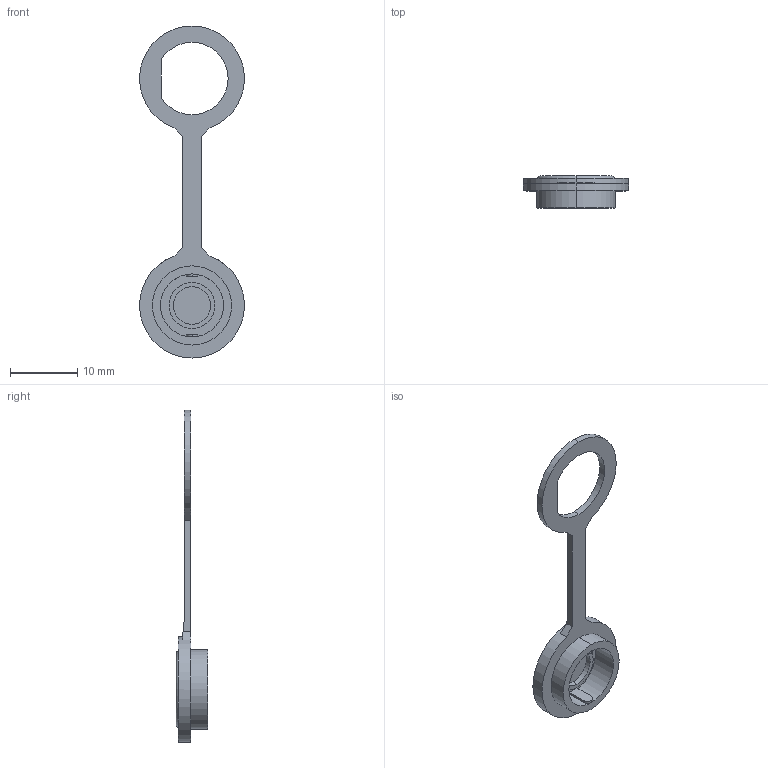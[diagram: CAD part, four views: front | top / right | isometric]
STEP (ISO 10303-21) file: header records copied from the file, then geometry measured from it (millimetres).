
FILE_DESCRIPTION (( 'STEP AP203' ), '1' );
FILE_NAME ('16295.STEP', '2014-01-07T17:37:46', ( '21FPBF1' ), ( 'Conxall' ), 'SwSTEP 2.0', 'SolidWorks 2012', '' );
FILE_SCHEMA (( 'CONFIG_CONTROL_DESIGN' ));
Length unit declared in the file: inch
Products named in the file (1): 16295
Bounding box: 15.67 x 4.77 x 49.53 mm (x, y, z)
Volume: 569.8 mm3; surface area: 1172.9 mm2
Topology: 1 solids, 1 shells, 90 faces, 230 edges, 152 vertices
Faces by surface type: plane 53, cylinder 19, bspline 13, torus 4, cone 1
Entity records: 3266 total; most frequent: CARTESIAN_POINT 1052, ORIENTED_EDGE 460, DIRECTION 401, EDGE_CURVE 230, VERTEX_POINT 152, LINE 147, VECTOR 147, AXIS2_PLACEMENT_3D 127
